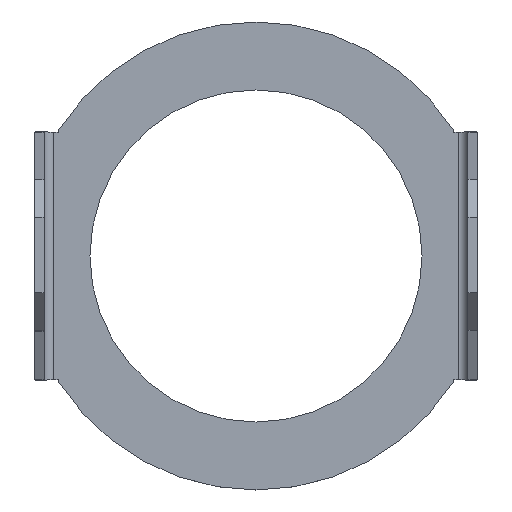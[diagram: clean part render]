
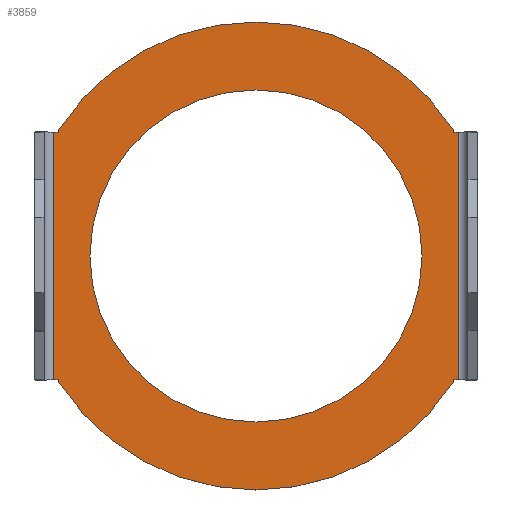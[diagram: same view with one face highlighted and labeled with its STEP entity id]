
A CAD part, top view. The second image highlights one B-rep face of the part: STEP entity #3859.
In plain terms, the highlighted planar face has unit normal (0, 0, 1).
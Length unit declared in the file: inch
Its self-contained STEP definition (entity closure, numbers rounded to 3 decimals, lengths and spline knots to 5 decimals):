
#95=FACE_BOUND('',#829,.T.);
#121=CIRCLE('',#4016,0.03125);
#129=CIRCLE('',#4026,1.55);
#130=CIRCLE('',#4028,0.03125);
#131=CIRCLE('',#4030,0.03125);
#132=CIRCLE('',#4032,1.55);
#133=CIRCLE('',#4034,0.03125);
#134=CIRCLE('',#4039,1.1);
#575=FACE_OUTER_BOUND('',#828,.T.);
#828=EDGE_LOOP('',(#3427,#3428,#3429,#3430,#3431,#3432,#3433,#3434,#3435,
#3436,#3437,#3438));
#829=EDGE_LOOP('',(#3439));
#1123=LINE('',#6638,#1462);
#1124=LINE('',#6641,#1463);
#1137=LINE('',#6730,#1476);
#1138=LINE('',#6733,#1477);
#1170=LINE('',#6857,#1509);
#1172=LINE('',#6861,#1511);
#1462=VECTOR('',#4456,0.03125);
#1463=VECTOR('',#4459,0.03125);
#1476=VECTOR('',#4478,0.03125);
#1477=VECTOR('',#4481,0.03125);
#1509=VECTOR('',#4625,1.638);
#1511=VECTOR('',#4631,1.638);
#1816=VERTEX_POINT('',#6593);
#1818=VERTEX_POINT('',#6626);
#1820=VERTEX_POINT('',#6636);
#1821=VERTEX_POINT('',#6640);
#1825=VERTEX_POINT('',#6676);
#1832=VERTEX_POINT('',#6718);
#1834=VERTEX_POINT('',#6728);
#1835=VERTEX_POINT('',#6732);
#1863=VERTEX_POINT('',#6821);
#1869=VERTEX_POINT('',#6840);
#1870=VERTEX_POINT('',#6846);
#1871=VERTEX_POINT('',#6850);
#1872=VERTEX_POINT('',#6862);
#2325=EDGE_CURVE('',#1820,#1816,#1123,.T.);
#2326=EDGE_CURVE('',#1821,#1818,#1124,.T.);
#2343=EDGE_CURVE('',#1834,#1825,#1137,.T.);
#2344=EDGE_CURVE('',#1835,#1832,#1138,.T.);
#2384=EDGE_CURVE('',#1821,#1863,#121,.T.);
#2395=EDGE_CURVE('',#1863,#1869,#129,.T.);
#2397=EDGE_CURVE('',#1869,#1834,#130,.T.);
#2398=EDGE_CURVE('',#1835,#1870,#131,.T.);
#2400=EDGE_CURVE('',#1870,#1871,#132,.T.);
#2402=EDGE_CURVE('',#1871,#1820,#133,.T.);
#2403=EDGE_CURVE('',#1832,#1825,#1170,.T.);
#2405=EDGE_CURVE('',#1818,#1816,#1172,.T.);
#2406=EDGE_CURVE('',#1872,#1872,#134,.T.);
#3427=ORIENTED_EDGE('',*,*,#2384,.F.);
#3428=ORIENTED_EDGE('',*,*,#2326,.T.);
#3429=ORIENTED_EDGE('',*,*,#2405,.T.);
#3430=ORIENTED_EDGE('',*,*,#2325,.F.);
#3431=ORIENTED_EDGE('',*,*,#2402,.F.);
#3432=ORIENTED_EDGE('',*,*,#2400,.F.);
#3433=ORIENTED_EDGE('',*,*,#2398,.F.);
#3434=ORIENTED_EDGE('',*,*,#2344,.T.);
#3435=ORIENTED_EDGE('',*,*,#2403,.T.);
#3436=ORIENTED_EDGE('',*,*,#2343,.F.);
#3437=ORIENTED_EDGE('',*,*,#2397,.F.);
#3438=ORIENTED_EDGE('',*,*,#2395,.F.);
#3439=ORIENTED_EDGE('',*,*,#2406,.T.);
#3676=PLANE('',#4038);
#3859=ADVANCED_FACE('',(#575,#95),#3676,.F.);
#4016=AXIS2_PLACEMENT_3D('',#6822,#4577,#4578);
#4026=AXIS2_PLACEMENT_3D('',#6841,#4600,#4601);
#4028=AXIS2_PLACEMENT_3D('',#6844,#4605,#4606);
#4030=AXIS2_PLACEMENT_3D('',#6847,#4609,#4610);
#4032=AXIS2_PLACEMENT_3D('',#6851,#4614,#4615);
#4034=AXIS2_PLACEMENT_3D('',#6854,#4619,#4620);
#4038=AXIS2_PLACEMENT_3D('',#6860,#4629,#4630);
#4039=AXIS2_PLACEMENT_3D('',#6863,#4632,#4633);
#4456=DIRECTION('',(-1.,0.,0.));
#4459=DIRECTION('',(-1.,0.,0.));
#4478=DIRECTION('',(1.,0.,0.));
#4481=DIRECTION('',(1.,0.,0.));
#4577=DIRECTION('center_axis',(0.,0.,-1.));
#4578=DIRECTION('ref_axis',(-0.96,0.281,0.));
#4600=DIRECTION('center_axis',(0.,0.,-1.));
#4601=DIRECTION('ref_axis',(-1.,0.,0.));
#4605=DIRECTION('center_axis',(0.,0.,-1.));
#4606=DIRECTION('ref_axis',(0.96,0.281,0.));
#4609=DIRECTION('center_axis',(0.,0.,-1.));
#4610=DIRECTION('ref_axis',(0.96,-0.281,0.));
#4614=DIRECTION('center_axis',(0.,0.,-1.));
#4615=DIRECTION('ref_axis',(-1.,0.,0.));
#4619=DIRECTION('center_axis',(0.,0.,-1.));
#4620=DIRECTION('ref_axis',(-0.96,-0.281,0.));
#4625=DIRECTION('',(0.,1.,0.));
#4629=DIRECTION('center_axis',(0.,0.,-1.));
#4630=DIRECTION('ref_axis',(-1.,0.,0.));
#4631=DIRECTION('',(0.,-1.,0.));
#4632=DIRECTION('center_axis',(0.,0.,-1.));
#4633=DIRECTION('ref_axis',(-1.,0.,0.));
#6593=CARTESIAN_POINT('',(-1.3415,-0.819,0.0625));
#6626=CARTESIAN_POINT('',(-1.3415,0.819,0.0625));
#6636=CARTESIAN_POINT('',(-1.31025,-0.819,0.0625));
#6638=CARTESIAN_POINT('',(-1.31025,-0.819,0.0625));
#6640=CARTESIAN_POINT('',(-1.31025,0.819,0.0625));
#6641=CARTESIAN_POINT('',(-1.31025,0.819,0.0625));
#6676=CARTESIAN_POINT('',(1.3415,0.819,0.0625));
#6718=CARTESIAN_POINT('',(1.3415,-0.819,0.0625));
#6728=CARTESIAN_POINT('',(1.31025,0.819,0.0625));
#6730=CARTESIAN_POINT('',(1.31025,0.819,0.0625));
#6732=CARTESIAN_POINT('',(1.31025,-0.819,0.0625));
#6733=CARTESIAN_POINT('',(1.31025,-0.819,0.0625));
#6821=CARTESIAN_POINT('',(-1.30532,0.83585,0.0625));
#6822=CARTESIAN_POINT('Origin',(-1.279,0.819,0.0625));
#6840=CARTESIAN_POINT('',(1.30532,0.83585,0.0625));
#6841=CARTESIAN_POINT('Origin',(0.,0.,0.0625));
#6844=CARTESIAN_POINT('Origin',(1.279,0.819,0.0625));
#6846=CARTESIAN_POINT('',(1.30532,-0.83585,0.0625));
#6847=CARTESIAN_POINT('Origin',(1.279,-0.819,0.0625));
#6850=CARTESIAN_POINT('',(-1.30532,-0.83585,0.0625));
#6851=CARTESIAN_POINT('Origin',(0.,0.,0.0625));
#6854=CARTESIAN_POINT('Origin',(-1.279,-0.819,0.0625));
#6857=CARTESIAN_POINT('',(1.3415,-0.25,0.0625));
#6860=CARTESIAN_POINT('Origin',(0.,0.,0.0625));
#6861=CARTESIAN_POINT('',(-1.3415,0.25,0.0625));
#6862=CARTESIAN_POINT('',(1.1,0.,0.0625));
#6863=CARTESIAN_POINT('Origin',(0.,0.,0.0625));
